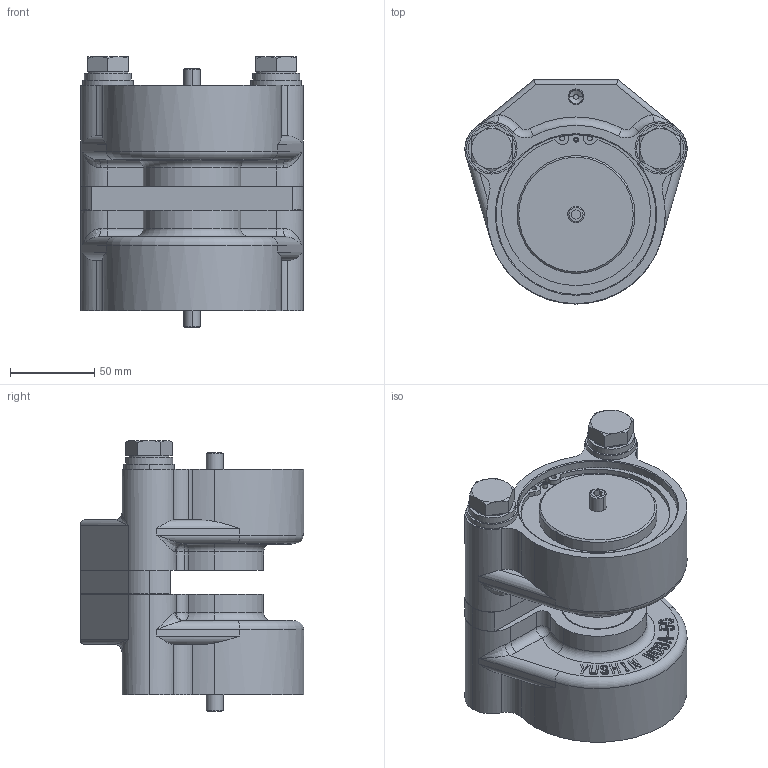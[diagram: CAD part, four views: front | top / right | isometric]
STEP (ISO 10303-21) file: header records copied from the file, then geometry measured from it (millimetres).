
FILE_DESCRIPTION (( 'STEP AP203' ), '1' );
FILE_NAME ('NDBA-50(Web—p).STEP', '2024-11-29T01:46:27', ( '' ), ( '' ), 'SwSTEP 2.0', 'SolidWorks 2024', '' );
FILE_SCHEMA (( 'CONFIG_CONTROL_DESIGN' ));
Length unit declared in the file: millimetre
Products named in the file (1): NDBA-50(Web用)
Bounding box: 132 x 133 x 161 mm (x, y, z)
Volume: 1303172.5 mm3; surface area: 109834.5 mm2
Topology: 1 solids, 1 shells, 845 faces, 2212 edges, 1409 vertices
Faces by surface type: plane 422, bspline 176, cylinder 143, cone 64, torus 30, sphere 10
Entity records: 32466 total; most frequent: CARTESIAN_POINT 12711, ORIENTED_EDGE 4376, DIRECTION 3571, EDGE_CURVE 2188, VERTEX_POINT 1405, LINE 1297, VECTOR 1297, AXIS2_PLACEMENT_3D 1137
